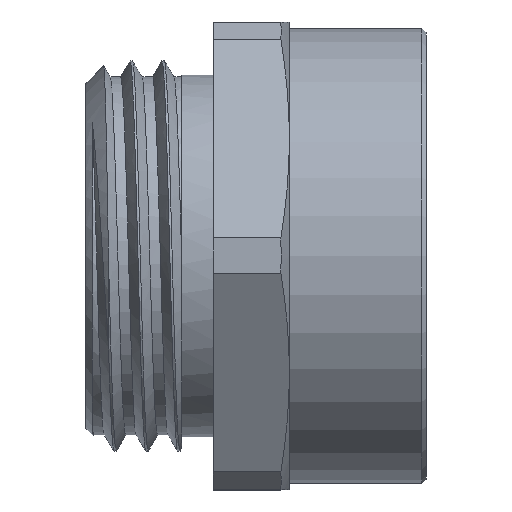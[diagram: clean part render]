
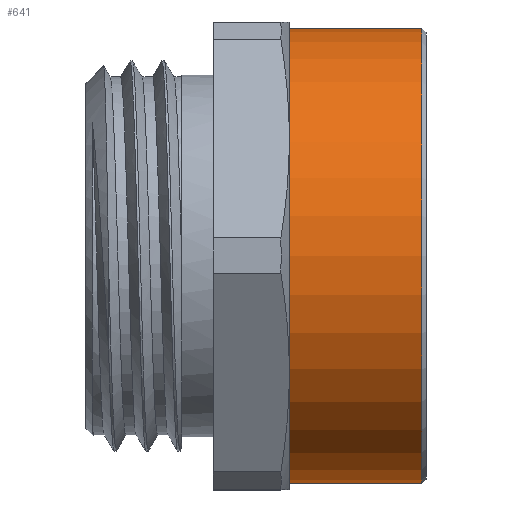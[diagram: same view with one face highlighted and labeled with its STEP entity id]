
A CAD part, top view. The second image highlights one B-rep face of the part: STEP entity #641.
In plain terms, the highlighted cylindrical face has radius 10.7 mm (diameter 21.4 mm), a full revolution.
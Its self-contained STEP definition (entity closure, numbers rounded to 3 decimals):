
#80=CYLINDRICAL_SURFACE('',#716,10.7);
#113=FACE_BOUND('',#203,.T.);
#155=FACE_OUTER_BOUND('',#202,.T.);
#202=EDGE_LOOP('',(#561));
#203=EDGE_LOOP('',(#562));
#250=CIRCLE('',#715,10.7);
#251=CIRCLE('',#717,10.7);
#326=VERTEX_POINT('',#2532);
#327=VERTEX_POINT('',#2535);
#414=EDGE_CURVE('',#326,#326,#250,.T.);
#415=EDGE_CURVE('',#327,#327,#251,.T.);
#561=ORIENTED_EDGE('',*,*,#414,.T.);
#562=ORIENTED_EDGE('',*,*,#415,.F.);
#641=ADVANCED_FACE('',(#155,#113),#80,.T.);
#715=AXIS2_PLACEMENT_3D('',#2533,#870,#871);
#716=AXIS2_PLACEMENT_3D('',#2534,#872,#873);
#717=AXIS2_PLACEMENT_3D('',#2536,#874,#875);
#870=DIRECTION('center_axis',(1.,0.,0.));
#871=DIRECTION('ref_axis',(0.,0.,-1.));
#872=DIRECTION('center_axis',(1.,0.,0.));
#873=DIRECTION('ref_axis',(0.,1.,0.));
#874=DIRECTION('center_axis',(1.,0.,0.));
#875=DIRECTION('ref_axis',(0.,0.,-1.));
#2532=CARTESIAN_POINT('',(-6.43,10.7,0.));
#2533=CARTESIAN_POINT('Origin',(-6.43,0.,0.));
#2534=CARTESIAN_POINT('Origin',(-3.315,0.,0.));
#2535=CARTESIAN_POINT('',(-0.2,10.7,0.));
#2536=CARTESIAN_POINT('Origin',(-0.2,0.,0.));
